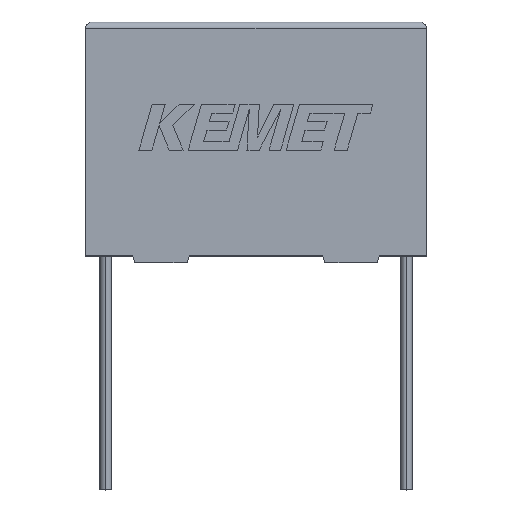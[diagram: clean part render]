
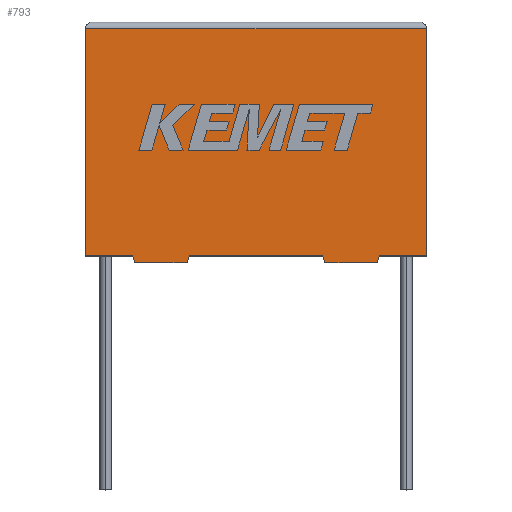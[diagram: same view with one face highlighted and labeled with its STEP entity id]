
A CAD part, top view. The second image highlights one B-rep face of the part: STEP entity #793.
In plain terms, the highlighted planar face has unit normal (0, 0, 1).
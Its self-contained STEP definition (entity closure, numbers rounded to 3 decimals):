
#70 = DIRECTION ( 'NONE',  ( -1., 0., 0. ) ) ;
#89 = LINE ( 'NONE', #95, #2010 ) ;
#95 = CARTESIAN_POINT ( 'NONE',  ( 21.96, 0., 9.5 ) ) ;
#114 = VECTOR ( 'NONE', #2761, 1000. ) ;
#151 = CARTESIAN_POINT ( 'NONE',  ( 25.5, 0., 9.5 ) ) ;
#203 = EDGE_CURVE ( 'NONE', #406, #1108, #2062, .T. ) ;
#275 = CARTESIAN_POINT ( 'NONE',  ( 0., 0., 9.5 ) ) ;
#297 = ORIENTED_EDGE ( 'NONE', *, *, #2966, .F. ) ;
#310 = VECTOR ( 'NONE', #2180, 1000. ) ;
#318 = EDGE_CURVE ( 'NONE', #1095, #1569, #2775, .T. ) ;
#323 = LINE ( 'NONE', #2501, #114 ) ;
#331 = ORIENTED_EDGE ( 'NONE', *, *, #3079, .F. ) ;
#355 = LINE ( 'NONE', #275, #593 ) ;
#404 = CARTESIAN_POINT ( 'NONE',  ( 0., 0., 9.5 ) ) ;
#406 = VERTEX_POINT ( 'NONE', #2090 ) ;
#411 = VERTEX_POINT ( 'NONE', #1120 ) ;
#456 = CARTESIAN_POINT ( 'NONE',  ( 0., 0., 9.5 ) ) ;
#571 = LINE ( 'NONE', #3053, #1339 ) ;
#574 = VERTEX_POINT ( 'NONE', #2213 ) ;
#593 = VECTOR ( 'NONE', #2038, 1000. ) ;
#607 = DIRECTION ( 'NONE',  ( 0.287, 0.958, 0. ) ) ;
#611 = DIRECTION ( 'NONE',  ( -0.287, -0.958, 0. ) ) ;
#626 = VERTEX_POINT ( 'NONE', #763 ) ;
#644 = EDGE_CURVE ( 'NONE', #574, #406, #1581, .T. ) ;
#653 = CARTESIAN_POINT ( 'NONE',  ( 21.81, -0.5, 9.5 ) ) ;
#763 = CARTESIAN_POINT ( 'NONE',  ( 7.741, 0., 9.5 ) ) ;
#788 = VECTOR ( 'NONE', #2341, 1000. ) ;
#793 = ADVANCED_FACE ( 'NONE', ( #2364 ), #2058, .F. ) ;
#921 = EDGE_CURVE ( 'NONE', #1360, #1095, #2597, .T. ) ;
#949 = ORIENTED_EDGE ( 'NONE', *, *, #921, .T. ) ;
#1005 = VERTEX_POINT ( 'NONE', #653 ) ;
#1090 = ORIENTED_EDGE ( 'NONE', *, *, #1350, .T. ) ;
#1095 = VERTEX_POINT ( 'NONE', #151 ) ;
#1108 = VERTEX_POINT ( 'NONE', #2489 ) ;
#1120 = CARTESIAN_POINT ( 'NONE',  ( 17.909, -0.5, 9.5 ) ) ;
#1219 = ORIENTED_EDGE ( 'NONE', *, *, #2704, .T. ) ;
#1275 = CARTESIAN_POINT ( 'NONE',  ( 17.759, 0., 9.5 ) ) ;
#1299 = EDGE_LOOP ( 'NONE', ( #2244, #2861, #2270, #1219, #2819, #2427, #1090, #2268, #1570, #297, #331, #949 ) ) ;
#1339 = VECTOR ( 'NONE', #70, 1000. ) ;
#1350 = EDGE_CURVE ( 'NONE', #1108, #626, #3096, .T. ) ;
#1360 = VERTEX_POINT ( 'NONE', #2127 ) ;
#1395 = VECTOR ( 'NONE', #1685, 1000. ) ;
#1407 = CARTESIAN_POINT ( 'NONE',  ( 25.5, 17., 9.5 ) ) ;
#1529 = CARTESIAN_POINT ( 'NONE',  ( 3.54, 0., 9.5 ) ) ;
#1540 = VECTOR ( 'NONE', #607, 1000. ) ;
#1569 = VERTEX_POINT ( 'NONE', #1407 ) ;
#1570 = ORIENTED_EDGE ( 'NONE', *, *, #1984, .F. ) ;
#1578 = EDGE_CURVE ( 'NONE', #1569, #2040, #2632, .T. ) ;
#1581 = LINE ( 'NONE', #1529, #1854 ) ;
#1682 = DIRECTION ( 'NONE',  ( 0., 1., 0. ) ) ;
#1685 = DIRECTION ( 'NONE',  ( 1., 0., 0. ) ) ;
#1744 = LINE ( 'NONE', #3036, #1780 ) ;
#1768 = DIRECTION ( 'NONE',  ( 0.287, -0.958, 0. ) ) ;
#1780 = VECTOR ( 'NONE', #2535, 1000. ) ;
#1824 = DIRECTION ( 'NONE',  ( -1., 0., 0. ) ) ;
#1854 = VECTOR ( 'NONE', #1768, 1000. ) ;
#1984 = EDGE_CURVE ( 'NONE', #411, #2757, #1744, .T. ) ;
#2010 = VECTOR ( 'NONE', #611, 1000. ) ;
#2038 = DIRECTION ( 'NONE',  ( 0., -1., 0. ) ) ;
#2040 = VERTEX_POINT ( 'NONE', #3027 ) ;
#2058 = PLANE ( 'NONE',  #2285 ) ;
#2062 = LINE ( 'NONE', #3177, #1395 ) ;
#2088 = LINE ( 'NONE', #456, #788 ) ;
#2090 = CARTESIAN_POINT ( 'NONE',  ( 3.69, -0.5, 9.5 ) ) ;
#2098 = VECTOR ( 'NONE', #1682, 1000. ) ;
#2127 = CARTESIAN_POINT ( 'NONE',  ( 21.96, 0., 9.5 ) ) ;
#2180 = DIRECTION ( 'NONE',  ( -1., 0., 0. ) ) ;
#2213 = CARTESIAN_POINT ( 'NONE',  ( 3.54, 0., 9.5 ) ) ;
#2244 = ORIENTED_EDGE ( 'NONE', *, *, #318, .T. ) ;
#2268 = ORIENTED_EDGE ( 'NONE', *, *, #2599, .T. ) ;
#2270 = ORIENTED_EDGE ( 'NONE', *, *, #2548, .T. ) ;
#2285 = AXIS2_PLACEMENT_3D ( 'NONE', #2815, #3067, #1824 ) ;
#2341 = DIRECTION ( 'NONE',  ( 1., 0., 0. ) ) ;
#2344 = VERTEX_POINT ( 'NONE', #404 ) ;
#2364 = FACE_OUTER_BOUND ( 'NONE', #1299, .T. ) ;
#2427 = ORIENTED_EDGE ( 'NONE', *, *, #203, .T. ) ;
#2466 = CARTESIAN_POINT ( 'NONE',  ( 25.5, 0., 9.5 ) ) ;
#2489 = CARTESIAN_POINT ( 'NONE',  ( 7.591, -0.5, 9.5 ) ) ;
#2501 = CARTESIAN_POINT ( 'NONE',  ( 0., 0., 9.5 ) ) ;
#2535 = DIRECTION ( 'NONE',  ( -0.287, 0.958, 0. ) ) ;
#2548 = EDGE_CURVE ( 'NONE', #2040, #2344, #355, .T. ) ;
#2597 = LINE ( 'NONE', #2889, #2914 ) ;
#2599 = EDGE_CURVE ( 'NONE', #626, #2757, #323, .T. ) ;
#2632 = LINE ( 'NONE', #2709, #310 ) ;
#2704 = EDGE_CURVE ( 'NONE', #2344, #574, #2088, .T. ) ;
#2709 = CARTESIAN_POINT ( 'NONE',  ( 0., 17., 9.5 ) ) ;
#2757 = VERTEX_POINT ( 'NONE', #1275 ) ;
#2761 = DIRECTION ( 'NONE',  ( 1., 0., 0. ) ) ;
#2775 = LINE ( 'NONE', #2466, #2098 ) ;
#2815 = CARTESIAN_POINT ( 'NONE',  ( 0., 0., 9.5 ) ) ;
#2819 = ORIENTED_EDGE ( 'NONE', *, *, #644, .T. ) ;
#2861 = ORIENTED_EDGE ( 'NONE', *, *, #1578, .T. ) ;
#2889 = CARTESIAN_POINT ( 'NONE',  ( 0., 0., 9.5 ) ) ;
#2914 = VECTOR ( 'NONE', #3104, 1000. ) ;
#2966 = EDGE_CURVE ( 'NONE', #1005, #411, #571, .T. ) ;
#3027 = CARTESIAN_POINT ( 'NONE',  ( 0., 17., 9.5 ) ) ;
#3036 = CARTESIAN_POINT ( 'NONE',  ( 17.909, -0.5, 9.5 ) ) ;
#3053 = CARTESIAN_POINT ( 'NONE',  ( 21.81, -0.5, 9.5 ) ) ;
#3067 = DIRECTION ( 'NONE',  ( 0., 0., -1. ) ) ;
#3079 = EDGE_CURVE ( 'NONE', #1360, #1005, #89, .T. ) ;
#3096 = LINE ( 'NONE', #3135, #1540 ) ;
#3104 = DIRECTION ( 'NONE',  ( 1., 0., 0. ) ) ;
#3135 = CARTESIAN_POINT ( 'NONE',  ( 7.591, -0.5, 9.5 ) ) ;
#3177 = CARTESIAN_POINT ( 'NONE',  ( 3.69, -0.5, 9.5 ) ) ;
